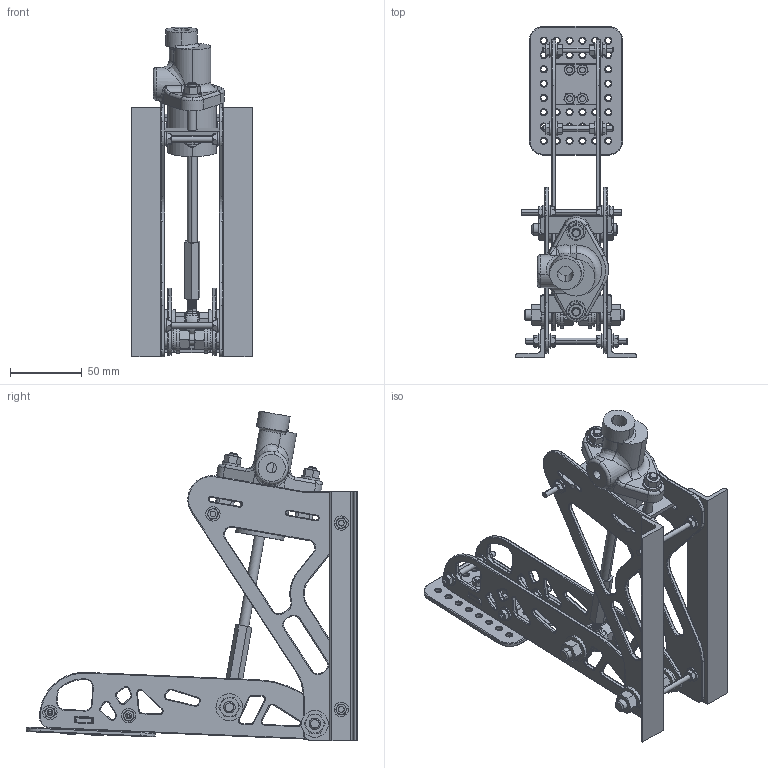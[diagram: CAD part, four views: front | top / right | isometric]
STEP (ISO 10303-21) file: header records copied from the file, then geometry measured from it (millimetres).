
FILE_DESCRIPTION (( 'STEP AP214' ), '1' );
FILE_NAME ('brake_pedal.STEP', '2023-07-21T19:09:11', ( '' ), ( '' ), 'SwSTEP 2.0', 'SolidWorks 2020', '' );
FILE_SCHEMA (( 'AUTOMOTIVE_DESIGN' ));
Length unit declared in the file: millimetre
Products named in the file (32): Copy of Part1^m4_pedal_arm_stiffener; hex nut style 1_am_B18.2.4.1M - Hex nut, Style 1,  M6 x 1 --D-N; Part3^uniball sakac 6 pkl; flat head screw_am_B18.6.7M - M4 x 0.7 x 16 Type I Cross Recessed FHMS --16N; L_profile; brake_arm; adapter; Copy of L profil 20x20x3^L_profile; pedal_plate; m4_pedal_arm_stiffener; cilindric; hex nut style 1_am_B18.2.4.1M - Hex nut, Style 1,  M4 x 0.7 --D-N; brake_base; bushing; flat washer narrow_am_B18.22M - Plain washer, 6 mm, narrow; continous stud_am_AM -- M6 x 45  N; cilindar s osovinom; Copy of m8 navojna sipka^master_cylinder_to_brake_arm_axle; Copy of Copy of m8 navojna sipka^brake_pedal; flat washer narrow_am_B18.22M - Plain washer, 8 mm, narrow; master_cylinder_mount; brake_foot_pedal; Part2^uniball sakac 6 pkl; master_cylinder_to_brake_arm_axle; M4_threaded_rod; uniball sakac 6 pkl; hex nut style 1_am_B18.2.4.1M - Hex nut, Style 1,  M8 x 1.25 --D-N; brake_pedal; Part6^cilindar s osovinom; flat washer narrow_am_B18.22M - Plain washer, 4 mm, narrow
Assembly tree (105 placements, depth 3):
  brake_pedal
    brake_base  x2
    brake_foot_pedal
    pedal_plate
    flat head screw_am_B18.6.7M - M4 x 0.7 x 16 Type I Cross Recessed FHMS --16N  x4
    hex nut style 1_am_B18.2.4.1M - Hex nut, Style 1,  M4 x 0.7 --D-N  x12
    uniball sakac 6 pkl
      Part2^uniball sakac 6 pkl
      Part3^uniball sakac 6 pkl
    m4_pedal_arm_stiffener
      Copy of Part1^m4_pedal_arm_stiffener
      hex nut style 1_am_B18.2.4.1M - Hex nut, Style 1,  M4 x 0.7 --D-N  x4
      flat washer narrow_am_B18.22M - Plain washer, 4 mm, narrow  x4
    m4_pedal_arm_stiffener
      Copy of Part1^m4_pedal_arm_stiffener
      hex nut style 1_am_B18.2.4.1M - Hex nut, Style 1,  M4 x 0.7 --D-N  x4
      flat washer narrow_am_B18.22M - Plain washer, 4 mm, narrow  x4
    bushing  x2
    master_cylinder_to_brake_arm_axle
      flat washer narrow_am_B18.22M - Plain washer, 8 mm, narrow  x4
      hex nut style 1_am_B18.2.4.1M - Hex nut, Style 1,  M8 x 1.25 --D-N  x4
      Copy of m8 navojna sipka^master_cylinder_to_brake_arm_axle
    cilindar s osovinom
      cilindric
      Part6^cilindar s osovinom
    master_cylinder_mount  x2
    L_profile
      hex nut style 1_am_B18.2.4.1M - Hex nut, Style 1,  M4 x 0.7 --D-N  x2
      flat washer narrow_am_B18.22M - Plain washer, 4 mm, narrow  x2
      Copy of L profil 20x20x3^L_profile
    flat washer narrow_am_B18.22M - Plain washer, 6 mm, narrow  x4
    hex nut style 1_am_B18.2.4.1M - Hex nut, Style 1,  M6 x 1 --D-N  x4
    continous stud_am_AM -- M6 x 45  N  x2
    L_profile
      hex nut style 1_am_B18.2.4.1M - Hex nut, Style 1,  M4 x 0.7 --D-N  x2
      flat washer narrow_am_B18.22M - Plain washer, 4 mm, narrow  x2
      Copy of L profil 20x20x3^L_profile
    M4_threaded_rod  x3
    flat washer narrow_am_B18.22M - Plain washer, 4 mm, narrow  x8
    hex nut style 1_am_B18.2.4.1M - Hex nut, Style 1,  M8 x 1.25 --D-N  x4
    flat washer narrow_am_B18.22M - Plain washer, 8 mm, narrow  x4
    Copy of Copy of m8 navojna sipka^brake_pedal
    brake_arm  x2
    adapter
Bounding box: 84 x 231.39 x 230.21 mm (x, y, z)
Volume: 253324.5 mm3; surface area: 165620.2 mm2
Topology: 98 solids, 98 shells, 2815 faces, 6282 edges, 3665 vertices
Faces by surface type: cylinder 915, cone 708, plane 632, torus 530, bspline 20, sphere 10
Entity records: 40119 total; most frequent: CARTESIAN_POINT 10026, DIRECTION 6774, ORIENTED_EDGE 5496, AXIS2_PLACEMENT_3D 2939, EDGE_CURVE 2748, CIRCLE 1645, VERTEX_POINT 1607, EDGE_LOOP 1381
